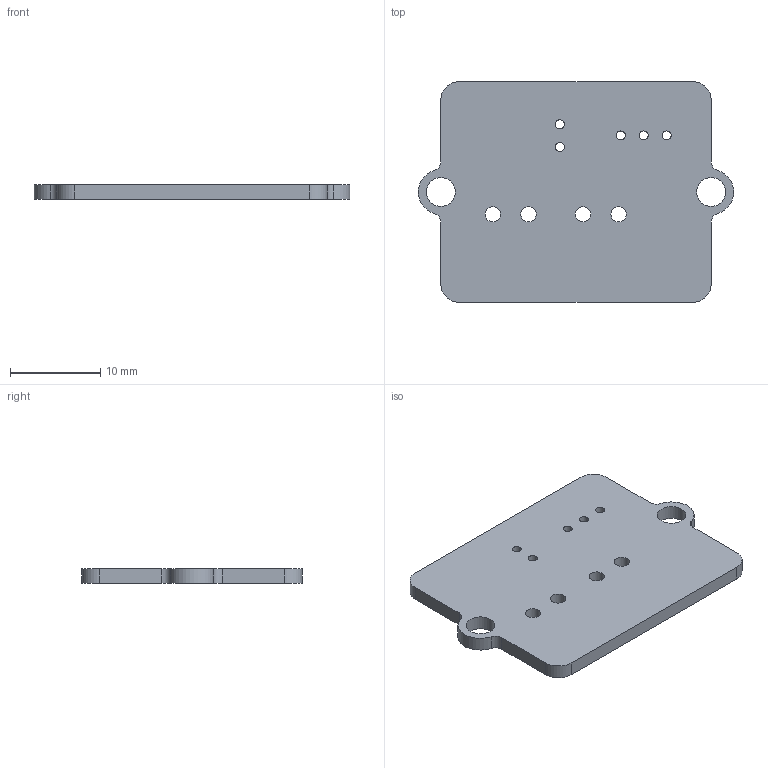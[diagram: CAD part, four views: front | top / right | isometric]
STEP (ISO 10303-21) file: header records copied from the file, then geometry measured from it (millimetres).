
FILE_DESCRIPTION(('KiCad electronic assembly'),'2;1');
FILE_NAME('Kicker.step','2022-02-04T11:28:31',('Pcbnew'),('Kicad'), 'Open CASCADE STEP processor 7.6','KiCad to STEP converter','Unknown' );
FILE_SCHEMA(('AUTOMOTIVE_DESIGN { 1 0 10303 214 1 1 1 1 }'));
Length unit declared in the file: millimetre
Products named in the file (2): Kicker 1; Kicker PCB
Assembly tree (1 placements, depth 2):
  Kicker 1
    Kicker PCB
Bounding box: 34.98 x 24.47 x 1.6 mm (x, y, z)
Volume: 1155 mm3; surface area: 1711.2 mm2
Topology: 1 solids, 1 shells, 29 faces, 81 edges, 54 vertices
Faces by surface type: cylinder 21, plane 8
Full cylindrical faces by diameter (mm): 1 x5, 1.7 x4, 3.2 x2
Entity records: 2101 total; most frequent: DIRECTION 347, CARTESIAN_POINT 328, ORIENTED_EDGE 162, PCURVE 162, DEFINITIONAL_REPRESENTATION 162, LINE 159, VECTOR 159, CIRCLE 84
